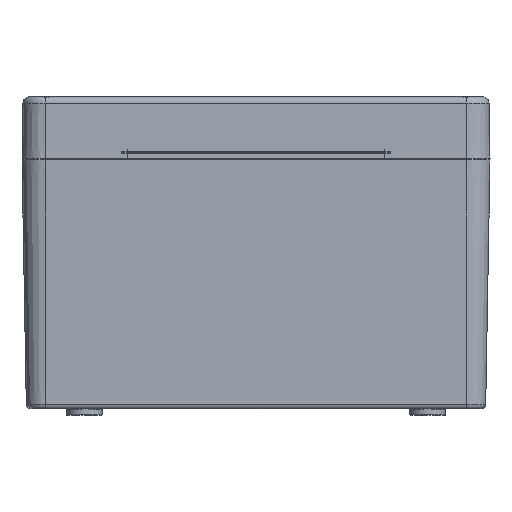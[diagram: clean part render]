
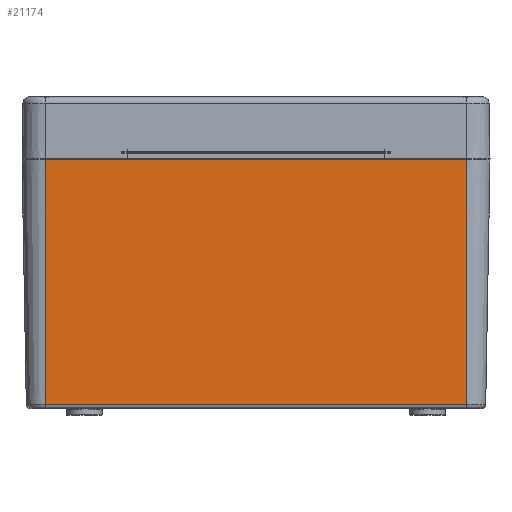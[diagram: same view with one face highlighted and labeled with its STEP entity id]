
A CAD part, left-side view. The second image highlights one B-rep face of the part: STEP entity #21174.
In plain terms, the highlighted planar face has unit normal (-1, 0, -0.018).
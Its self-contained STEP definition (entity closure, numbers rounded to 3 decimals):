
#795=PLANE('',#23350);
#1034=LINE('',#33362,#2361);
#1274=LINE('',#34760,#2601);
#1282=LINE('',#34791,#2609);
#1631=LINE('',#35815,#2958);
#2361=VECTOR('',#25703,10.);
#2601=VECTOR('',#27257,10.);
#2609=VECTOR('',#27301,10.);
#2958=VECTOR('',#28356,10.);
#4544=FACE_OUTER_BOUND('',#5956,.T.);
#5956=EDGE_LOOP('',(#16470,#16471,#16472,#16473));
#8693=VERTEX_POINT('',#33359);
#8694=VERTEX_POINT('',#33361);
#9054=VERTEX_POINT('',#34754);
#9055=VERTEX_POINT('',#34758);
#10697=EDGE_CURVE('',#8693,#8694,#1034,.T.);
#11339=EDGE_CURVE('',#9055,#9054,#1274,.T.);
#11355=EDGE_CURVE('',#9054,#8693,#1282,.T.);
#11852=EDGE_CURVE('',#9055,#8694,#1631,.T.);
#16470=ORIENTED_EDGE('',*,*,#11339,.F.);
#16471=ORIENTED_EDGE('',*,*,#11852,.T.);
#16472=ORIENTED_EDGE('',*,*,#10697,.F.);
#16473=ORIENTED_EDGE('',*,*,#11355,.F.);
#21174=ADVANCED_FACE('',(#4544),#795,.T.);
#23350=AXIS2_PLACEMENT_3D('',#35814,#28354,#28355);
#25703=DIRECTION('',(0.,1.,0.));
#27257=DIRECTION('',(0.,-1.,0.));
#27301=DIRECTION('',(0.017,0.,-1.));
#28354=DIRECTION('center_axis',(-1.,0.,-0.017));
#28355=DIRECTION('ref_axis',(0.,1.,0.));
#28356=DIRECTION('',(0.017,0.,-1.));
#33359=CARTESIAN_POINT('',(-168.629,-67.5,-78.526));
#33361=CARTESIAN_POINT('',(-168.629,67.5,-78.526));
#33362=CARTESIAN_POINT('',(-168.629,33.75,-78.526));
#34754=CARTESIAN_POINT('',(-169.996,-67.5,-0.203));
#34758=CARTESIAN_POINT('',(-169.996,67.5,-0.203));
#34760=CARTESIAN_POINT('',(-169.996,33.75,-0.203));
#34791=CARTESIAN_POINT('',(-170.,-67.5,0.));
#35814=CARTESIAN_POINT('Origin',(-170.,67.5,0.));
#35815=CARTESIAN_POINT('',(-170.,67.5,0.));
